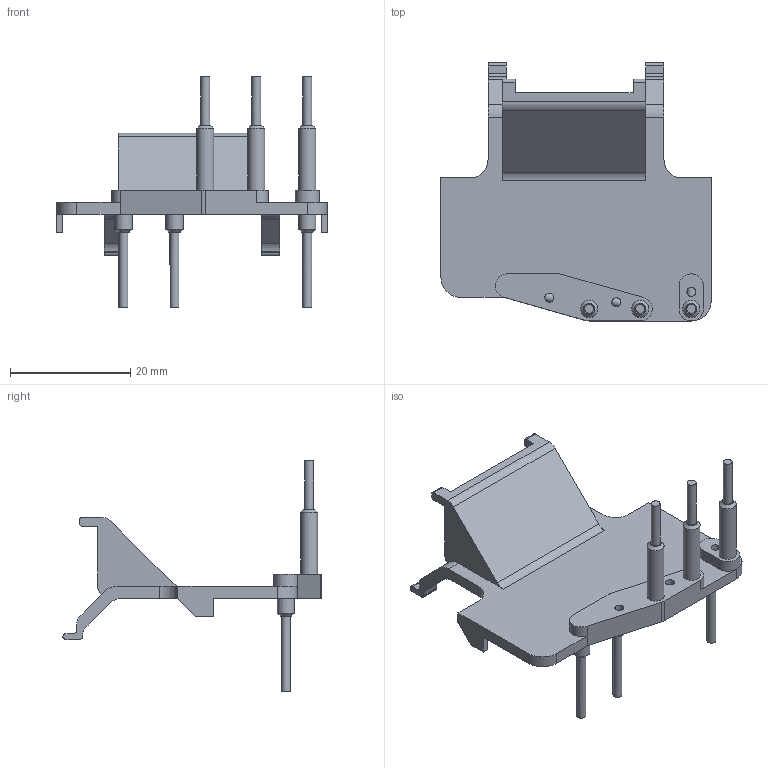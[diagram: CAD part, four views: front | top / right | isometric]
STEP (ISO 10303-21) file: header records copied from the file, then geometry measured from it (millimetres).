
FILE_DESCRIPTION((''),'2;1');
FILE_NAME('12M90038G01 - 330-CMS216.stp','2015-05-26T13:57:54',('rshanor'),(''),'Autodesk Inventor 2013','Autodesk Inventor 2013','');
FILE_SCHEMA(('AUTOMOTIVE_DESIGN { 1 2 10303 214 0 1 1 1 }'));
Length unit declared in the file: millimetre
Products named in the file (1): 12M90038X01
Bounding box: 45 x 43 x 38.4 mm (x, y, z)
Volume: 4174.4 mm3; surface area: 4788.6 mm2
Topology: 1 solids, 1 shells, 124 faces, 320 edges, 213 vertices
Faces by surface type: plane 66, cylinder 52, cone 6
Full cylindrical faces by diameter (mm): 1.5 x9, 2.85 x6
Entity records: 3793 total; most frequent: DIRECTION 651, CARTESIAN_POINT 621, ORIENTED_EDGE 582, EDGE_CURVE 291, AXIS2_PLACEMENT_3D 235, VERTEX_POINT 205, VECTOR 181, LINE 181
